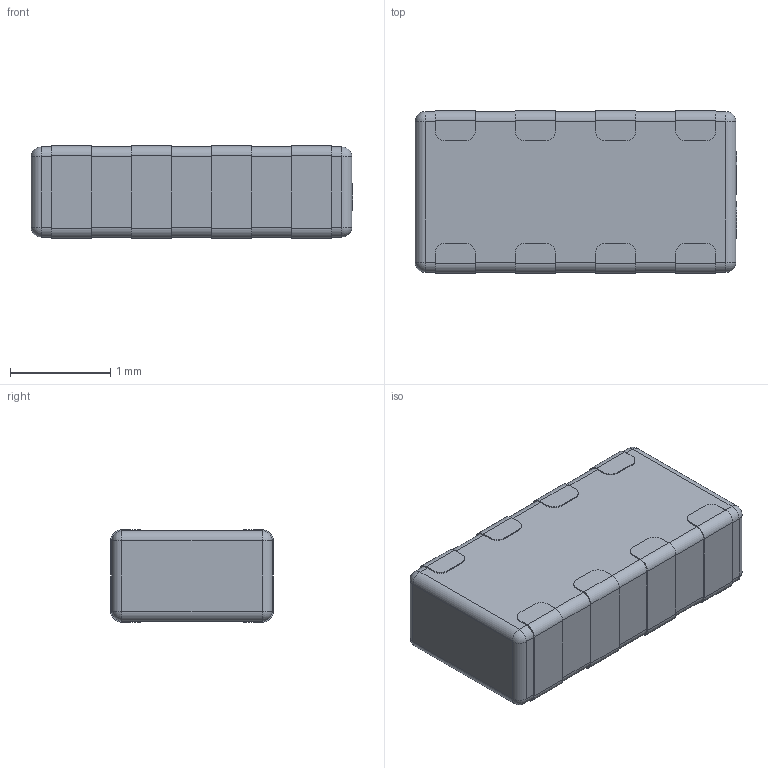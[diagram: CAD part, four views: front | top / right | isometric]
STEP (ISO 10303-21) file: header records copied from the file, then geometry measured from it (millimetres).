
FILE_DESCRIPTION (( 'STEP AP214' ), '1' );
FILE_NAME ('CAP-ARRAY-SMD_L1.6-W3.2-H0.9-P0.8.step', '2022-07-01T06:15:19', ( '' ), ( '' ), 'SwSTEP 2.0', 'SolidWorks 2020', '' );
FILE_SCHEMA (( 'AUTOMOTIVE_DESIGN' ));
Length unit declared in the file: millimetre
Products named in the file (1): CAP-ARRAY-SMD_L1.6-W3.2-H0.9-P0.8
Bounding box: 3.21 x 1.62 x 0.92 mm (x, y, z)
Volume: 4.6 mm3; surface area: 18.4 mm2
Topology: 1 solids, 1 shells, 437 faces, 1211 edges, 794 vertices
Faces by surface type: plane 241, bspline 112, cylinder 76, sphere 8
Entity records: 19243 total; most frequent: CARTESIAN_POINT 4539, ORIENTED_EDGE 2406, DIRECTION 1779, EDGE_CURVE 1203, LINE 823, VECTOR 823, VERTEX_POINT 794, AXIS2_PLACEMENT_3D 478
